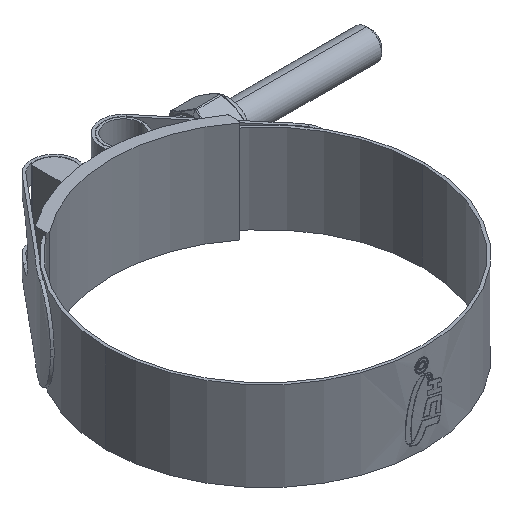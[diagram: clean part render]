
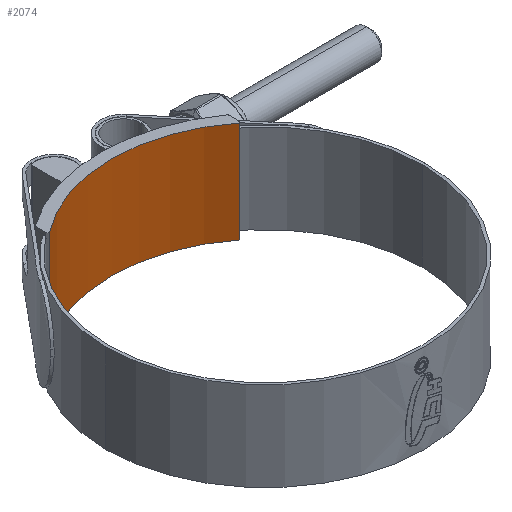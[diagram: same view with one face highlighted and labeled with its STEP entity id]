
A CAD part, isometric view. The second image highlights one B-rep face of the part: STEP entity #2074.
In plain terms, the highlighted cylindrical face has radius 33.39 mm (diameter 66.78 mm), a partial arc.
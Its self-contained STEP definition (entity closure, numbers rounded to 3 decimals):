
#107 = CARTESIAN_POINT ( 'NONE',  ( -20.623, 26.26, -11. ) ) ;
#194 = LINE ( 'NONE', #1239, #11572 ) ;
#1239 = CARTESIAN_POINT ( 'NONE',  ( 20.623, 26.26, 10.39 ) ) ;
#1759 = VECTOR ( 'NONE', #11439, 1000. ) ;
#1836 = CARTESIAN_POINT ( 'NONE',  ( -20.623, 26.26, 11. ) ) ;
#2074 = ADVANCED_FACE ( 'NONE', ( #5571 ), #10045, .F. ) ;
#2148 = AXIS2_PLACEMENT_3D ( 'NONE', #9821, #14486, #13250 ) ;
#2280 = CARTESIAN_POINT ( 'NONE',  ( 0., 0., 11. ) ) ;
#2816 = DIRECTION ( 'NONE',  ( 1., 0., 0. ) ) ;
#3321 = CIRCLE ( 'NONE', #7357, 33.39 ) ;
#3416 = ORIENTED_EDGE ( 'NONE', *, *, #10500, .F. ) ;
#3557 = CARTESIAN_POINT ( 'NONE',  ( -20.623, 26.26, 10.39 ) ) ;
#5269 = EDGE_CURVE ( 'NONE', #9692, #13679, #6952, .T. ) ;
#5571 = FACE_OUTER_BOUND ( 'NONE', #8424, .T. ) ;
#5861 = EDGE_CURVE ( 'NONE', #13515, #9692, #9264, .T. ) ;
#6294 = CARTESIAN_POINT ( 'NONE',  ( 20.623, 26.26, 11. ) ) ;
#6475 = ORIENTED_EDGE ( 'NONE', *, *, #10180, .T. ) ;
#6756 = DIRECTION ( 'NONE',  ( 0., 0., 1. ) ) ;
#6763 = DIRECTION ( 'NONE',  ( 0., 0., -1. ) ) ;
#6952 = LINE ( 'NONE', #3557, #1759 ) ;
#7357 = AXIS2_PLACEMENT_3D ( 'NONE', #2280, #6763, #12611 ) ;
#7712 = VERTEX_POINT ( 'NONE', #6294 ) ;
#8342 = ORIENTED_EDGE ( 'NONE', *, *, #5269, .F. ) ;
#8424 = EDGE_LOOP ( 'NONE', ( #3416, #8342, #9409, #6475 ) ) ;
#8722 = CARTESIAN_POINT ( 'NONE',  ( 0., 0., -11. ) ) ;
#9264 = CIRCLE ( 'NONE', #14411, 33.39 ) ;
#9409 = ORIENTED_EDGE ( 'NONE', *, *, #5861, .F. ) ;
#9660 = DIRECTION ( 'NONE',  ( 0., 0., 1. ) ) ;
#9692 = VERTEX_POINT ( 'NONE', #107 ) ;
#9821 = CARTESIAN_POINT ( 'NONE',  ( 0., 0., 10.39 ) ) ;
#10045 = CYLINDRICAL_SURFACE ( 'NONE', #2148, 33.39 ) ;
#10180 = EDGE_CURVE ( 'NONE', #13515, #7712, #194, .T. ) ;
#10500 = EDGE_CURVE ( 'NONE', #13679, #7712, #3321, .T. ) ;
#11439 = DIRECTION ( 'NONE',  ( 0., 0., 1. ) ) ;
#11572 = VECTOR ( 'NONE', #6756, 1000. ) ;
#12611 = DIRECTION ( 'NONE',  ( 1., 0., 0. ) ) ;
#13250 = DIRECTION ( 'NONE',  ( 1., 0., 0. ) ) ;
#13515 = VERTEX_POINT ( 'NONE', #13728 ) ;
#13679 = VERTEX_POINT ( 'NONE', #1836 ) ;
#13728 = CARTESIAN_POINT ( 'NONE',  ( 20.623, 26.26, -11. ) ) ;
#14411 = AXIS2_PLACEMENT_3D ( 'NONE', #8722, #9660, #2816 ) ;
#14486 = DIRECTION ( 'NONE',  ( 0., 0., 1. ) ) ;
